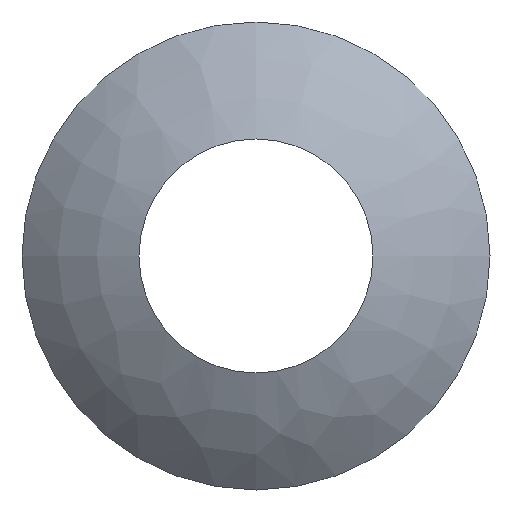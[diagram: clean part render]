
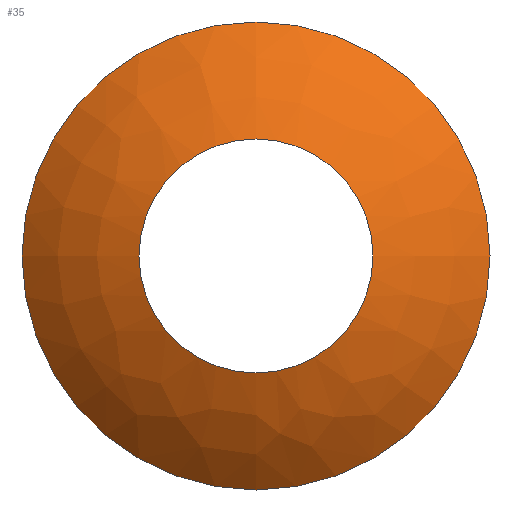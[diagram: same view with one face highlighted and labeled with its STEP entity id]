
A CAD part, front view. The second image highlights one B-rep face of the part: STEP entity #35.
In plain terms, the highlighted free-form (B-spline) face has degree [3, 3] with [4, 7] control points.
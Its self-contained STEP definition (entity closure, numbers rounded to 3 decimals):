
#35 = ADVANCED_FACE( '', ( #68, #69 ), #70, .T. );
#68 = FACE_OUTER_BOUND( '', #95, .T. );
#69 = FACE_OUTER_BOUND( '', #96, .T. );
#70 = ( BOUNDED_SURFACE(  )B_SPLINE_SURFACE( 3, 3, ( ( #99, #100, #101, #102, #103, #104, #105 ), ( #106, #107, #108, #109, #110, #111, #112 ), ( #113, #114, #115, #116, #117, #118, #119 ), ( #120, #121, #122, #123, #124, #125, #126 ) ), .UNSPECIFIED., .F., .T., .F. )B_SPLINE_SURFACE_WITH_KNOTS( ( 4, 4 ), ( 4, 3, 4 ), ( 0., 6.283 ), ( -1.23, -1.023, -0.817 ), .UNSPECIFIED. )GEOMETRIC_REPRESENTATION_ITEM(  )RATIONAL_B_SPLINE_SURFACE( ( ( 1., 0.333, 0.333, 1., 0.333, 0.333, 1. ), ( 0.986, 0.329, 0.329, 0.986, 0.329, 0.329, 0.986 ), ( 0.986, 0.329, 0.329, 0.986, 0.329, 0.329, 0.986 ), ( 1., 0.333, 0.333, 1., 0.333, 0.333, 1. ) ) )REPRESENTATION_ITEM( '' )SURFACE(  ) );
#95 = EDGE_LOOP( '', ( #156 ) );
#96 = EDGE_LOOP( '', ( #157 ) );
#99 = CARTESIAN_POINT( '', ( 0., -0.4, 5.25 ) );
#100 = CARTESIAN_POINT( '', ( 10.5, -0.4, 5.25 ) );
#101 = CARTESIAN_POINT( '', ( 10.5, -0.4, -5.25 ) );
#102 = CARTESIAN_POINT( '', ( 0., -0.4, -5.25 ) );
#103 = CARTESIAN_POINT( '', ( -10.5, -0.4, -5.25 ) );
#104 = CARTESIAN_POINT( '', ( -10.5, -0.4, 5.25 ) );
#105 = CARTESIAN_POINT( '', ( 0., -0.4, 5.25 ) );
#106 = CARTESIAN_POINT( '', ( 0., -1.111, 4.492 ) );
#107 = CARTESIAN_POINT( '', ( 8.984, -1.111, 4.492 ) );
#108 = CARTESIAN_POINT( '', ( 8.984, -1.111, -4.492 ) );
#109 = CARTESIAN_POINT( '', ( 0., -1.111, -4.492 ) );
#110 = CARTESIAN_POINT( '', ( -8.984, -1.111, -4.492 ) );
#111 = CARTESIAN_POINT( '', ( -8.984, -1.111, 4.492 ) );
#112 = CARTESIAN_POINT( '', ( 0., -1.111, 4.492 ) );
#113 = CARTESIAN_POINT( '', ( 0., -1.652, 3.605 ) );
#114 = CARTESIAN_POINT( '', ( 7.209, -1.652, 3.605 ) );
#115 = CARTESIAN_POINT( '', ( 7.209, -1.652, -3.605 ) );
#116 = CARTESIAN_POINT( '', ( 0., -1.652, -3.605 ) );
#117 = CARTESIAN_POINT( '', ( -7.209, -1.652, -3.605 ) );
#118 = CARTESIAN_POINT( '', ( -7.209, -1.652, 3.605 ) );
#119 = CARTESIAN_POINT( '', ( 0., -1.652, 3.605 ) );
#120 = CARTESIAN_POINT( '', ( 0., -2., 2.625 ) );
#121 = CARTESIAN_POINT( '', ( 5.25, -2., 2.625 ) );
#122 = CARTESIAN_POINT( '', ( 5.25, -2., -2.625 ) );
#123 = CARTESIAN_POINT( '', ( 0., -2., -2.625 ) );
#124 = CARTESIAN_POINT( '', ( -5.25, -2., -2.625 ) );
#125 = CARTESIAN_POINT( '', ( -5.25, -2., 2.625 ) );
#126 = CARTESIAN_POINT( '', ( 0., -2., 2.625 ) );
#156 = ORIENTED_EDGE( '', *, *, #168, .T. );
#157 = ORIENTED_EDGE( '', *, *, #172, .F. );
#168 = EDGE_CURVE( '', #180, #180, #181, .T. );
#172 = EDGE_CURVE( '', #186, #186, #187, .T. );
#180 = VERTEX_POINT( '', #195 );
#181 = CIRCLE( '', #196, 2.625 );
#186 = VERTEX_POINT( '', #201 );
#187 = CIRCLE( '', #202, 5.25 );
#195 = CARTESIAN_POINT( '', ( 0., -2., 2.625 ) );
#196 = AXIS2_PLACEMENT_3D( '', #210, #211, #212 );
#201 = CARTESIAN_POINT( '', ( 0., -0.4, 5.25 ) );
#202 = AXIS2_PLACEMENT_3D( '', #216, #217, #218 );
#210 = CARTESIAN_POINT( '', ( 0., -2., 0. ) );
#211 = DIRECTION( '', ( 0., 1., 0. ) );
#212 = DIRECTION( '', ( 0., 0., 1. ) );
#216 = CARTESIAN_POINT( '', ( 0., -0.4, 0. ) );
#217 = DIRECTION( '', ( 0., 1., 0. ) );
#218 = DIRECTION( '', ( 0., 0., 1. ) );
